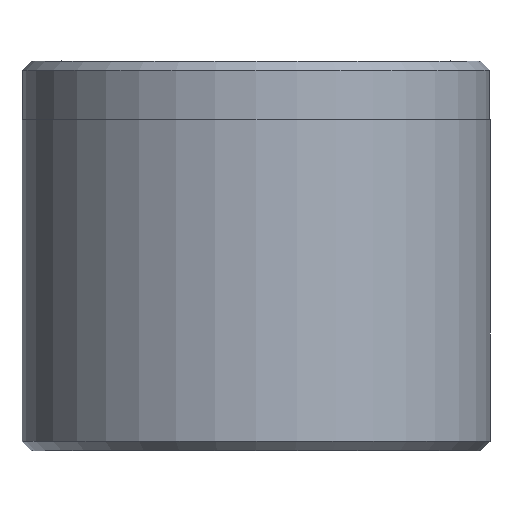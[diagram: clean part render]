
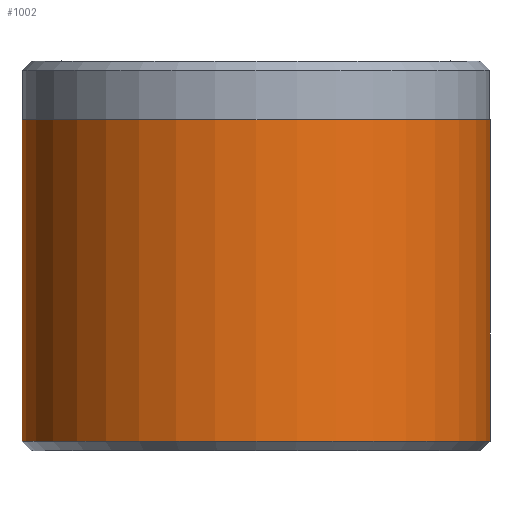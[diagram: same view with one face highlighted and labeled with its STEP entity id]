
A CAD part, front view. The second image highlights one B-rep face of the part: STEP entity #1002.
In plain terms, the highlighted cylindrical face has radius 12 mm (diameter 24 mm), a partial arc.
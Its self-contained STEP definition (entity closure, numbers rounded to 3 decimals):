
#146 = EDGE_CURVE ( 'NONE', #922, #1875, #1693, .T. ) ;
#216 = VERTEX_POINT ( 'NONE', #500 ) ;
#225 = DIRECTION ( 'NONE',  ( 0., 0., -1. ) ) ;
#264 = CARTESIAN_POINT ( 'NONE',  ( 12., 0., 20. ) ) ;
#277 = FACE_OUTER_BOUND ( 'NONE', #1923, .T. ) ;
#398 = LINE ( 'NONE', #1351, #1631 ) ;
#459 = AXIS2_PLACEMENT_3D ( 'NONE', #487, #540, #1505 ) ;
#487 = CARTESIAN_POINT ( 'NONE',  ( 0., 0., 17. ) ) ;
#492 = CARTESIAN_POINT ( 'NONE',  ( -12., 0., 17. ) ) ;
#500 = CARTESIAN_POINT ( 'NONE',  ( -12., 0., 0.5 ) ) ;
#540 = DIRECTION ( 'NONE',  ( 0., 0., 1. ) ) ;
#562 = ORIENTED_EDGE ( 'NONE', *, *, #146, .F. ) ;
#605 = EDGE_CURVE ( 'NONE', #1875, #1108, #1257, .T. ) ;
#716 = AXIS2_PLACEMENT_3D ( 'NONE', #1392, #1054, #1206 ) ;
#859 = ORIENTED_EDGE ( 'NONE', *, *, #605, .F. ) ;
#877 = EDGE_CURVE ( 'NONE', #216, #1108, #893, .T. ) ;
#893 = CIRCLE ( 'NONE', #1385, 12. ) ;
#922 = VERTEX_POINT ( 'NONE', #492 ) ;
#1002 = ADVANCED_FACE ( 'NONE', ( #277 ), #1733, .T. ) ;
#1052 = EDGE_CURVE ( 'NONE', #922, #216, #398, .T. ) ;
#1054 = DIRECTION ( 'NONE',  ( 0., 0., -1. ) ) ;
#1103 = CARTESIAN_POINT ( 'NONE',  ( 12., 0., 0.5 ) ) ;
#1108 = VERTEX_POINT ( 'NONE', #1103 ) ;
#1117 = ORIENTED_EDGE ( 'NONE', *, *, #877, .T. ) ;
#1206 = DIRECTION ( 'NONE',  ( -1., 0., 0. ) ) ;
#1257 = LINE ( 'NONE', #264, #1975 ) ;
#1351 = CARTESIAN_POINT ( 'NONE',  ( -12., 0., 20. ) ) ;
#1384 = CARTESIAN_POINT ( 'NONE',  ( 12., 0., 17. ) ) ;
#1385 = AXIS2_PLACEMENT_3D ( 'NONE', #1726, #1832, #1858 ) ;
#1392 = CARTESIAN_POINT ( 'NONE',  ( 0., 0., 20. ) ) ;
#1505 = DIRECTION ( 'NONE',  ( 1., 0., 0. ) ) ;
#1550 = DIRECTION ( 'NONE',  ( 0., 0., -1. ) ) ;
#1631 = VECTOR ( 'NONE', #1550, 1000. ) ;
#1693 = CIRCLE ( 'NONE', #459, 12. ) ;
#1726 = CARTESIAN_POINT ( 'NONE',  ( 0., 0., 0.5 ) ) ;
#1733 = CYLINDRICAL_SURFACE ( 'NONE', #716, 12. ) ;
#1832 = DIRECTION ( 'NONE',  ( 0., 0., 1. ) ) ;
#1858 = DIRECTION ( 'NONE',  ( 1., 0., 0. ) ) ;
#1875 = VERTEX_POINT ( 'NONE', #1384 ) ;
#1923 = EDGE_LOOP ( 'NONE', ( #859, #562, #2006, #1117 ) ) ;
#1975 = VECTOR ( 'NONE', #225, 1000. ) ;
#2006 = ORIENTED_EDGE ( 'NONE', *, *, #1052, .T. ) ;
